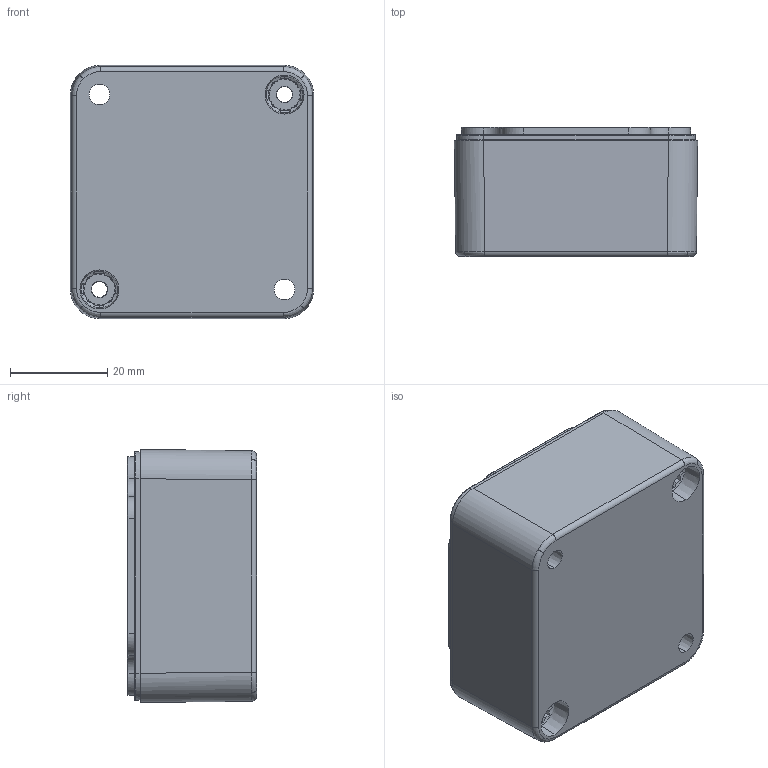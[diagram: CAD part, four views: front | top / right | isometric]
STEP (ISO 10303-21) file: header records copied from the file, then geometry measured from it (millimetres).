
FILE_DESCRIPTION (( 'STEP AP214' ), '1' );
FILE_NAME ('090505041.STEP', '2008-10-06T06:20:34', ( ' ' ), ( '' ), 'SwSTEP 2.0', 'SolidWorks 2008', '' );
FILE_SCHEMA (( 'AUTOMOTIVE_DESIGN' ));
Length unit declared in the file: millimetre
Products named in the file (3): 31090-Einpressbuchse_Standard; 31090_Standard; 090505041
Assembly tree (3 placements, depth 2):
  090505041
    31090_Standard
    31090-Einpressbuchse_Standard  x2
Bounding box: 49.94 x 26.5 x 51.94 mm (x, y, z)
Volume: 18958.5 mm3; surface area: 16849.9 mm2
Topology: 3 solids, 3 shells, 452 faces, 1128 edges, 697 vertices
Faces by surface type: plane 209, cylinder 100, bspline 73, cone 38, torus 32
Entity records: 14507 total; most frequent: CARTESIAN_POINT 5903, ORIENTED_EDGE 1892, DIRECTION 1620, EDGE_CURVE 946, VERTEX_POINT 579, AXIS2_PLACEMENT_3D 562, VECTOR 496, LINE 496
